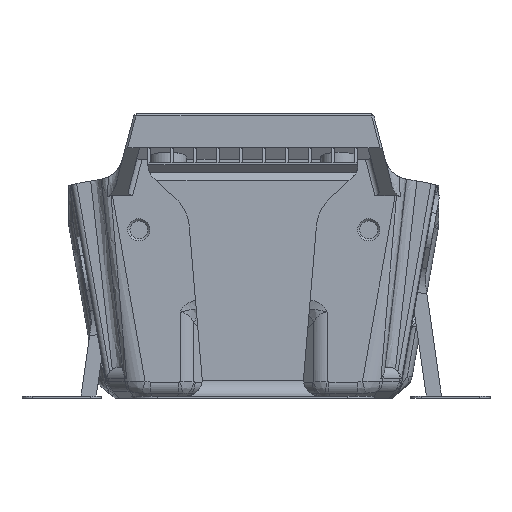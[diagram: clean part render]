
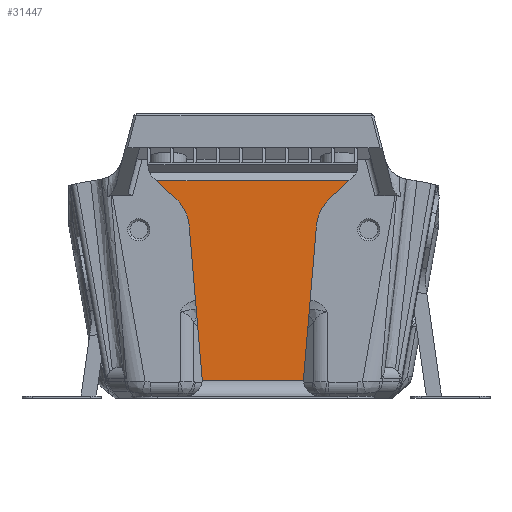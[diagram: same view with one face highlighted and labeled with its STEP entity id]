
A CAD part, front view. The second image highlights one B-rep face of the part: STEP entity #31447.
In plain terms, the highlighted planar face has unit normal (0, -1, 0).
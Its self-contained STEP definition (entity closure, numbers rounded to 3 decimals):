
#921=CIRCLE('',#33447,3.);
#922=CIRCLE('',#33448,3.);
#923=CIRCLE('',#33449,8.);
#924=CIRCLE('',#33450,8.);
#2248=LINE('',#47663,#5020);
#2250=LINE('',#47670,#5022);
#2251=LINE('',#47675,#5023);
#2252=LINE('',#47677,#5024);
#2253=LINE('',#47679,#5025);
#2254=LINE('',#47683,#5026);
#5020=VECTOR('',#36634,1000.);
#5022=VECTOR('',#36640,1000.);
#5023=VECTOR('',#36645,1000.);
#5024=VECTOR('',#36646,1000.);
#5025=VECTOR('',#36647,1000.);
#5026=VECTOR('',#36650,1000.);
#7718=PLANE('',#33446);
#9536=ORIENTED_EDGE('',*,*,#18852,.T.);
#9537=ORIENTED_EDGE('',*,*,#18853,.T.);
#9538=ORIENTED_EDGE('',*,*,#18854,.T.);
#9539=ORIENTED_EDGE('',*,*,#18850,.F.);
#9540=ORIENTED_EDGE('',*,*,#18855,.T.);
#9541=ORIENTED_EDGE('',*,*,#18856,.T.);
#9542=ORIENTED_EDGE('',*,*,#18857,.F.);
#9543=ORIENTED_EDGE('',*,*,#18858,.F.);
#9544=ORIENTED_EDGE('',*,*,#18859,.T.);
#9545=ORIENTED_EDGE('',*,*,#18860,.T.);
#18850=EDGE_CURVE('',#23575,#23576,#2248,.T.);
#18852=EDGE_CURVE('',#23577,#23578,#921,.T.);
#18853=EDGE_CURVE('',#23578,#23579,#2250,.F.);
#18854=EDGE_CURVE('',#23579,#23576,#922,.T.);
#18855=EDGE_CURVE('',#23575,#23580,#923,.T.);
#18856=EDGE_CURVE('',#23580,#23581,#2251,.T.);
#18857=EDGE_CURVE('',#23582,#23581,#2252,.T.);
#18858=EDGE_CURVE('',#23583,#23582,#2253,.T.);
#18859=EDGE_CURVE('',#23583,#23584,#924,.T.);
#18860=EDGE_CURVE('',#23584,#23577,#2254,.T.);
#23575=VERTEX_POINT('',#47662);
#23576=VERTEX_POINT('',#47664);
#23577=VERTEX_POINT('',#47668);
#23578=VERTEX_POINT('',#47669);
#23579=VERTEX_POINT('',#47671);
#23580=VERTEX_POINT('',#47674);
#23581=VERTEX_POINT('',#47676);
#23582=VERTEX_POINT('',#47678);
#23583=VERTEX_POINT('',#47680);
#23584=VERTEX_POINT('',#47682);
#27464=EDGE_LOOP('',(#9536,#9537,#9538,#9539,#9540,#9541,#9542,#9543,#9544,
#9545));
#29436=FACE_BOUND('',#27464,.T.);
#31447=ADVANCED_FACE('',(#29436),#7718,.F.);
#33446=AXIS2_PLACEMENT_3D('',#47666,#36636,#36637);
#33447=AXIS2_PLACEMENT_3D('',#47667,#36638,#36639);
#33448=AXIS2_PLACEMENT_3D('',#47672,#36641,#36642);
#33449=AXIS2_PLACEMENT_3D('',#47673,#36643,#36644);
#33450=AXIS2_PLACEMENT_3D('',#47681,#36648,#36649);
#36634=DIRECTION('',(-0.084,0.,-0.996));
#36636=DIRECTION('',(0.,1.,0.));
#36637=DIRECTION('',(0.,0.,1.));
#36638=DIRECTION('',(0.,1.,0.));
#36639=DIRECTION('',(0.,0.,1.));
#36640=DIRECTION('',(-1.,0.,0.));
#36641=DIRECTION('',(0.,1.,0.));
#36642=DIRECTION('',(0.,0.,1.));
#36643=DIRECTION('',(0.,1.,0.));
#36644=DIRECTION('',(0.,0.,1.));
#36645=DIRECTION('',(0.731,0.,0.682));
#36646=DIRECTION('',(1.,0.,0.));
#36647=DIRECTION('',(-0.731,0.,0.682));
#36648=DIRECTION('',(0.,1.,0.));
#36649=DIRECTION('',(0.,0.,1.));
#36650=DIRECTION('',(0.084,0.,-0.996));
#47662=CARTESIAN_POINT('',(11.856,-32.314,32.579));
#47663=CARTESIAN_POINT('',(36.482,-32.314,324.724));
#47664=CARTESIAN_POINT('',(9.418,-32.314,3.652));
#47666=CARTESIAN_POINT('',(0.,-32.314,327.8));
#47667=CARTESIAN_POINT('',(-12.767,-32.314,3.4));
#47668=CARTESIAN_POINT('',(-9.777,-32.314,3.652));
#47669=CARTESIAN_POINT('',(-9.767,-32.314,3.4));
#47670=CARTESIAN_POINT('',(9.143,-32.314,3.4));
#47671=CARTESIAN_POINT('',(9.407,-32.314,3.4));
#47672=CARTESIAN_POINT('',(12.407,-32.314,3.4));
#47673=CARTESIAN_POINT('',(19.828,-32.314,31.907));
#47674=CARTESIAN_POINT('',(14.372,-32.314,37.757));
#47675=CARTESIAN_POINT('',(16.736,-32.314,39.963));
#47676=CARTESIAN_POINT('',(17.982,-32.314,41.124));
#47677=CARTESIAN_POINT('',(-65.369,-32.314,41.124));
#47678=CARTESIAN_POINT('',(-18.341,-32.314,41.124));
#47679=CARTESIAN_POINT('',(-17.096,-32.314,39.963));
#47680=CARTESIAN_POINT('',(-14.731,-32.314,37.757));
#47681=CARTESIAN_POINT('',(-20.187,-32.314,31.907));
#47682=CARTESIAN_POINT('',(-12.216,-32.314,32.579));
#47683=CARTESIAN_POINT('',(-36.839,-32.314,324.694));
